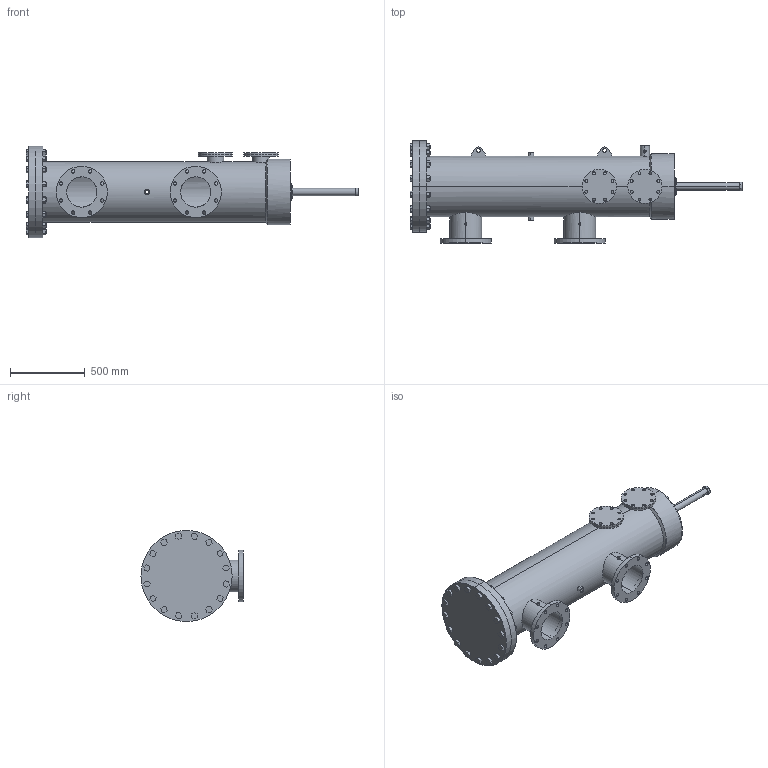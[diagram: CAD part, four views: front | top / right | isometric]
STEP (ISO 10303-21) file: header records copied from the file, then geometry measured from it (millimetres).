
FILE_DESCRIPTION (( 'STEP AP203' ), '1' );
FILE_NAME ('C8-FRP-180.STEP', '2020-09-17T14:04:51', ( '' ), ( '' ), 'SwSTEP 2.0', 'SolidWorks 2018', '' );
FILE_SCHEMA (( 'CONFIG_CONTROL_DESIGN' ));
Length unit declared in the file: inch
Products named in the file (1): C8-FRP-180
Bounding box: 2219.83 x 682.75 x 609.6 mm (x, y, z)
Volume: 40295401.2 mm3; surface area: 7229375.4 mm2
Topology: 22 solids, 22 shells, 696 faces, 1754 edges, 1168 vertices
Faces by surface type: plane 362, cylinder 330, cone 4
Entity records: 24186 total; most frequent: CARTESIAN_POINT 6558, DIRECTION 3660, ORIENTED_EDGE 3508, EDGE_CURVE 1754, AXIS2_PLACEMENT_3D 1305, VERTEX_POINT 1168, LINE 1050, VECTOR 1050
